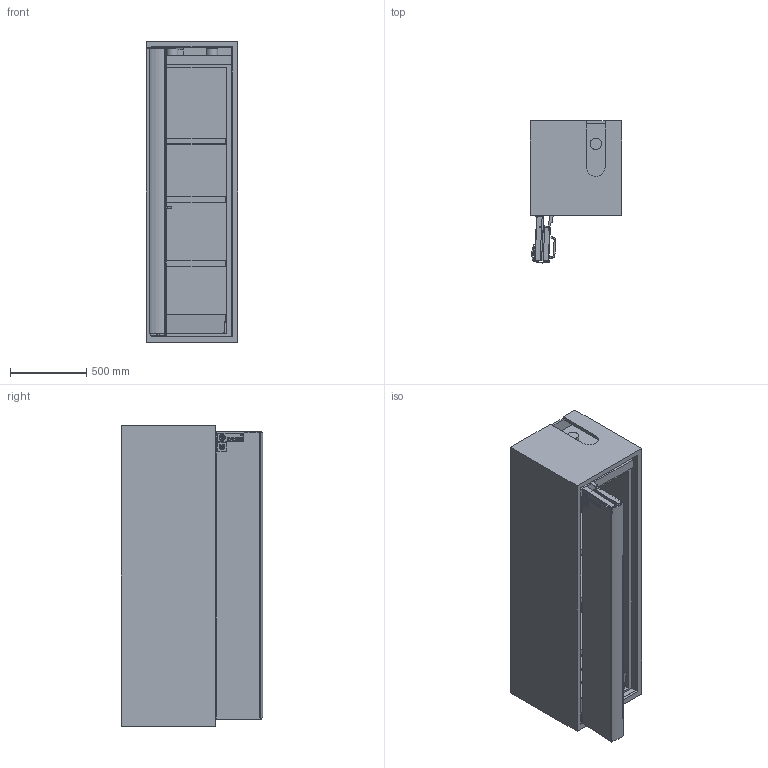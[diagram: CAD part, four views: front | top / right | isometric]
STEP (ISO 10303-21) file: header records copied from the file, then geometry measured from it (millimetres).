
FILE_DESCRIPTION(/* description */ (''),/* implementation_level */ '2;1');
FILE_NAME(/* name */ 'S90.196.060.FDAS_30233-001-30249_OD.stp',/* time_stamp */ '2017-03-02T16:29:13+01:00',/* author */ ('pproduktmanagement'),/* organization */ ('asecos® GmbH'),/* preprocessor_version */ 'ST-DEVELOPER v16.5',/* originating_system */ 'Autodesk Inventor 2017',/* authorisation */ '');
FILE_SCHEMA (('AUTOMOTIVE_DESIGN { 1 0 10303 214 3 1 1 }'));
Length unit declared in the file: millimetre
Products named in the file (2): S90.196.060.FDAS_30233-001-30249; S90.196.060.FDAS_30233-001-30249_OD
Assembly tree (1 placements, depth 2):
  S90.196.060.FDAS_30233-001-30249
    S90.196.060.FDAS_30233-001-30249_OD
Bounding box: 596.5 x 926.3 x 1968 mm (x, y, z)
Volume: 291154623.4 mm3; surface area: 14845511.2 mm2
Topology: 13 solids, 17 shells, 797 faces, 2027 edges, 1341 vertices
Faces by surface type: plane 572, bspline 135, cylinder 87, torus 2, cone 1
Full cylindrical faces by diameter (mm): 3.242 x1, 4 x2, 4.2 x1, 5 x5, 8 x2, 8.1 x2, 10.3 x3, 20 x20, 33.8 x1, 37.8 x1, 40 x1, 45 x3, 75 x2
Entity records: 25399 total; most frequent: CARTESIAN_POINT 6218, ORIENTED_EDGE 3934, DIRECTION 3197, EDGE_CURVE 1962, LINE 1517, VECTOR 1517, VERTEX_POINT 1319, EDGE_LOOP 976
